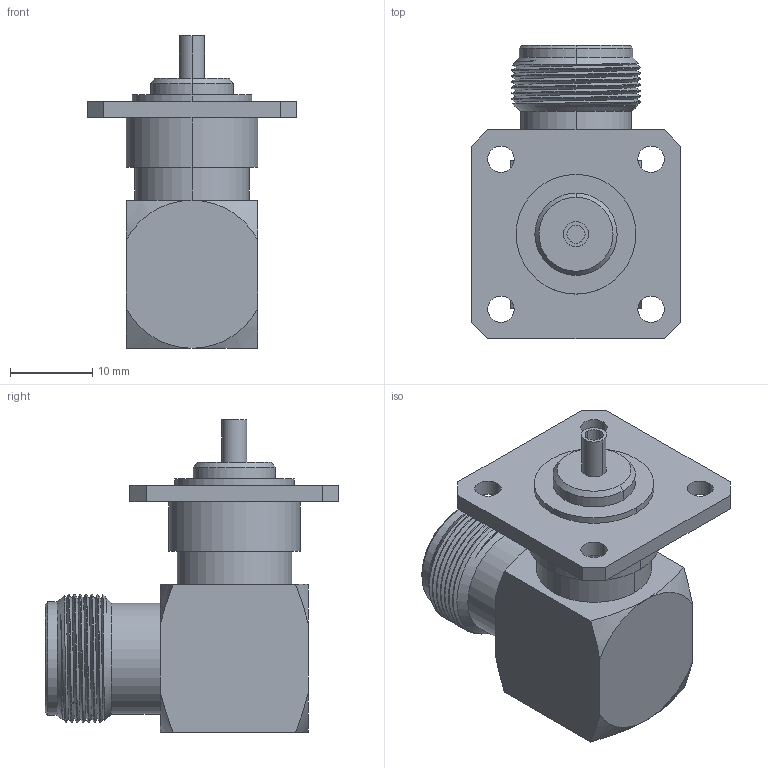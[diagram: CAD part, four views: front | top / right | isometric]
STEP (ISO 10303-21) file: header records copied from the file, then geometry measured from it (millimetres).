
FILE_DESCRIPTION((''),'2;1');
FILE_NAME('PRT0001','2021-08-11T',('1111'),(''),'PRO/ENGINEER BY PARAMETRIC TECHNOLOGY CORPORATION, 2012090','PRO/ENGINEER BY PARAMETRIC TECHNOLOGY CORPORATION, 2012090','');
FILE_SCHEMA(('CONFIG_CONTROL_DESIGN'));
Length unit declared in the file: millimetre
Products named in the file (1): PRT0001
Bounding box: 25.4 x 35.7 x 38 mm (x, y, z)
Volume: 10022.6 mm3; surface area: 4945.2 mm2
Topology: 1 solids, 1 shells, 112 faces, 284 edges, 183 vertices
Faces by surface type: cylinder 44, plane 40, cone 22, bspline 6
Entity records: 5152 total; most frequent: CARTESIAN_POINT 2455, ORIENTED_EDGE 564, DIRECTION 529, EDGE_CURVE 282, AXIS2_PLACEMENT_3D 204, VERTEX_POINT 183, EDGE_LOOP 131, VECTOR 121
